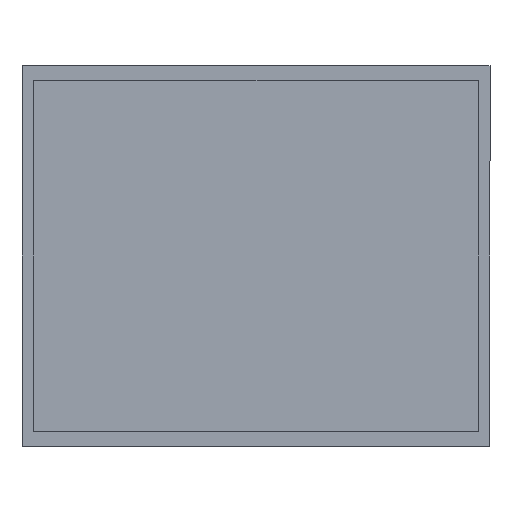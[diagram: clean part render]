
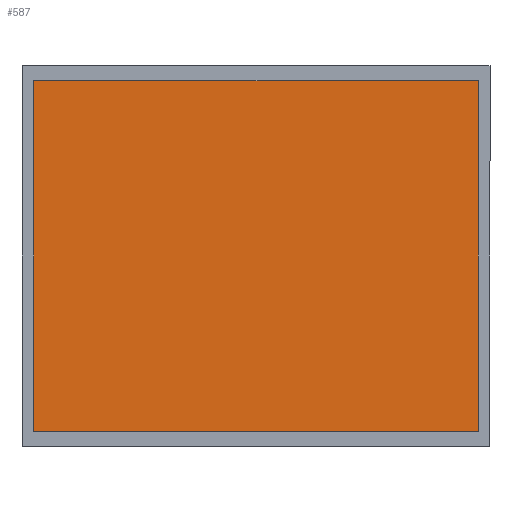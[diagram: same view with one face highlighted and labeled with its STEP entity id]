
A CAD part, front view. The second image highlights one B-rep face of the part: STEP entity #587.
In plain terms, the highlighted planar face has unit normal (0, -1, 0).
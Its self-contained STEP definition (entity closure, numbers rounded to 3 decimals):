
#16 = CARTESIAN_POINT ( 'NONE',  ( -190., 1.5, 150. ) ) ;
#20 = DIRECTION ( 'NONE',  ( 1., 0., 0. ) ) ;
#40 = LINE ( 'NONE', #215, #360 ) ;
#62 = EDGE_CURVE ( 'NONE', #394, #406, #40, .T. ) ;
#82 = CARTESIAN_POINT ( 'NONE',  ( 190., 1.5, -150. ) ) ;
#93 = VECTOR ( 'NONE', #164, 1000. ) ;
#105 = VECTOR ( 'NONE', #20, 1000. ) ;
#115 = CARTESIAN_POINT ( 'NONE',  ( 190., 1.5, -150. ) ) ;
#143 = DIRECTION ( 'NONE',  ( 0., 0., -1. ) ) ;
#161 = DIRECTION ( 'NONE',  ( 0., 0., -1. ) ) ;
#164 = DIRECTION ( 'NONE',  ( -1., 0., 0. ) ) ;
#170 = FACE_OUTER_BOUND ( 'NONE', #252, .T. ) ;
#175 = EDGE_CURVE ( 'NONE', #187, #354, #534, .T. ) ;
#176 = DIRECTION ( 'NONE',  ( 0., 0., 1. ) ) ;
#187 = VERTEX_POINT ( 'NONE', #316 ) ;
#215 = CARTESIAN_POINT ( 'NONE',  ( -190., 1.5, -150. ) ) ;
#252 = EDGE_LOOP ( 'NONE', ( #531, #315, #261, #385 ) ) ;
#254 = EDGE_CURVE ( 'NONE', #354, #394, #312, .T. ) ;
#261 = ORIENTED_EDGE ( 'NONE', *, *, #175, .T. ) ;
#284 = DIRECTION ( 'NONE',  ( 0., -1., 0. ) ) ;
#288 = AXIS2_PLACEMENT_3D ( 'NONE', #381, #284, #143 ) ;
#306 = CARTESIAN_POINT ( 'NONE',  ( 190., 1.5, 150. ) ) ;
#308 = EDGE_CURVE ( 'NONE', #406, #187, #373, .T. ) ;
#312 = LINE ( 'NONE', #306, #93 ) ;
#315 = ORIENTED_EDGE ( 'NONE', *, *, #308, .T. ) ;
#316 = CARTESIAN_POINT ( 'NONE',  ( 190., 1.5, -150. ) ) ;
#354 = VERTEX_POINT ( 'NONE', #517 ) ;
#360 = VECTOR ( 'NONE', #161, 1000. ) ;
#373 = LINE ( 'NONE', #115, #105 ) ;
#378 = PLANE ( 'NONE',  #288 ) ;
#381 = CARTESIAN_POINT ( 'NONE',  ( 0., 1.5, 0. ) ) ;
#385 = ORIENTED_EDGE ( 'NONE', *, *, #254, .T. ) ;
#394 = VERTEX_POINT ( 'NONE', #16 ) ;
#406 = VERTEX_POINT ( 'NONE', #509 ) ;
#461 = VECTOR ( 'NONE', #176, 1000. ) ;
#509 = CARTESIAN_POINT ( 'NONE',  ( -190., 1.5, -150. ) ) ;
#517 = CARTESIAN_POINT ( 'NONE',  ( 190., 1.5, 150. ) ) ;
#531 = ORIENTED_EDGE ( 'NONE', *, *, #62, .T. ) ;
#534 = LINE ( 'NONE', #82, #461 ) ;
#587 = ADVANCED_FACE ( 'NONE', ( #170 ), #378, .T. ) ;
